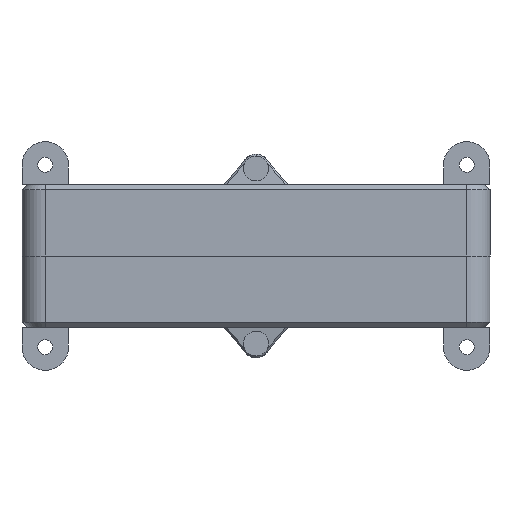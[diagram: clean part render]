
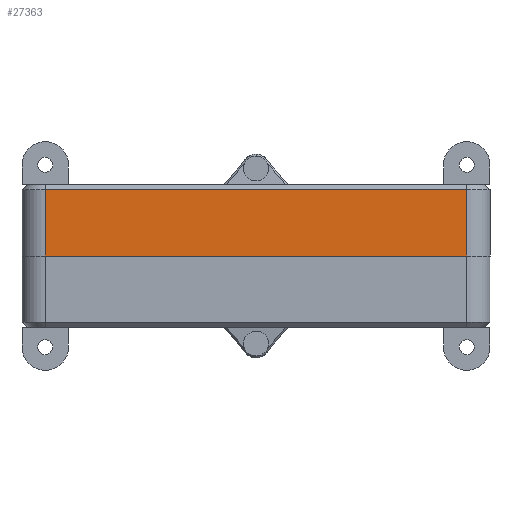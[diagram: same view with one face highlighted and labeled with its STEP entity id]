
A CAD part, front view. The second image highlights one B-rep face of the part: STEP entity #27363.
In plain terms, the highlighted planar face has unit normal (0, -1, 0).
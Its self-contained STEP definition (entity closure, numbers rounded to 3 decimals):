
#793=PLANE('',#29138);
#1458=LINE('',#36876,#4366);
#1577=LINE('',#37139,#4485);
#1616=LINE('',#37430,#4524);
#1617=LINE('',#37432,#4525);
#4366=VECTOR('',#30432,10.);
#4485=VECTOR('',#30653,10.);
#4524=VECTOR('',#30738,10.);
#4525=VECTOR('',#30741,10.);
#7988=FACE_OUTER_BOUND('',#9547,.T.);
#9547=EDGE_LOOP('',(#21652,#21653,#21654,#21655));
#11756=VERTEX_POINT('',#36873);
#11757=VERTEX_POINT('',#36875);
#11849=VERTEX_POINT('',#37133);
#11850=VERTEX_POINT('',#37137);
#14440=EDGE_CURVE('',#11756,#11757,#1458,.T.);
#14577=EDGE_CURVE('',#11850,#11849,#1577,.T.);
#14637=EDGE_CURVE('',#11757,#11850,#1616,.T.);
#14638=EDGE_CURVE('',#11849,#11756,#1617,.T.);
#21652=ORIENTED_EDGE('',*,*,#14577,.F.);
#21653=ORIENTED_EDGE('',*,*,#14637,.F.);
#21654=ORIENTED_EDGE('',*,*,#14440,.F.);
#21655=ORIENTED_EDGE('',*,*,#14638,.F.);
#27363=ADVANCED_FACE('',(#7988),#793,.T.);
#29138=AXIS2_PLACEMENT_3D('',#41859,#32568,#32569);
#30432=DIRECTION('',(1.,0.,0.));
#30653=DIRECTION('',(-1.,0.,0.));
#30738=DIRECTION('',(0.,0.,-1.));
#30741=DIRECTION('',(0.,0.,1.));
#32568=DIRECTION('center_axis',(0.,-1.,0.));
#32569=DIRECTION('ref_axis',(1.,0.,0.));
#36873=CARTESIAN_POINT('',(-59.,0.,20.));
#36875=CARTESIAN_POINT('',(59.,0.,20.));
#36876=CARTESIAN_POINT('',(-65.5,0.,20.));
#37133=CARTESIAN_POINT('',(-59.,0.,1.5));
#37137=CARTESIAN_POINT('',(59.,0.,1.5));
#37139=CARTESIAN_POINT('',(-32.75,0.,1.5));
#37430=CARTESIAN_POINT('',(59.,0.,0.));
#37432=CARTESIAN_POINT('',(-59.,0.,0.));
#41859=CARTESIAN_POINT('Origin',(-65.5,0.,0.));
